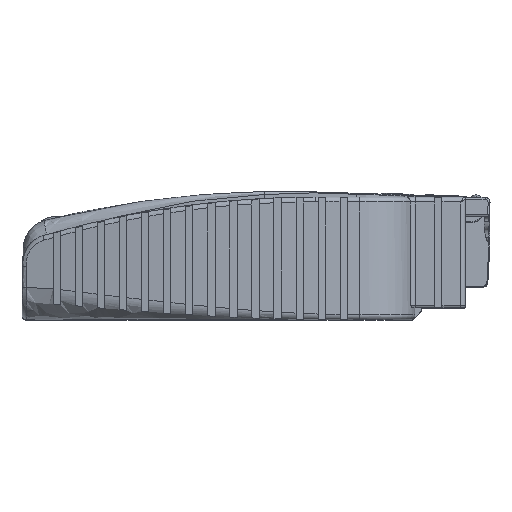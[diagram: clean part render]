
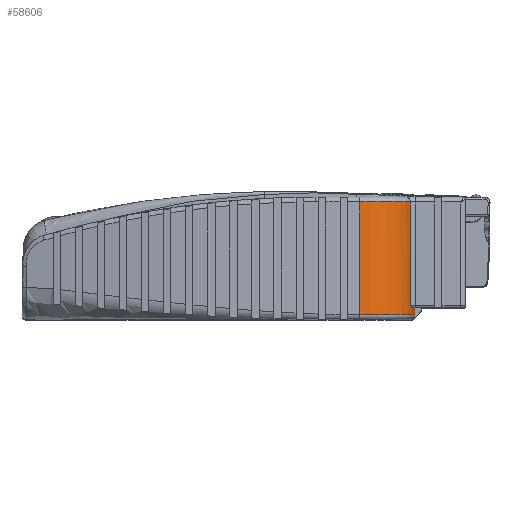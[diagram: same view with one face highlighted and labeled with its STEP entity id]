
A CAD part, top view. The second image highlights one B-rep face of the part: STEP entity #58606.
In plain terms, the highlighted cylindrical face has radius 12 mm (diameter 24 mm), a partial arc.
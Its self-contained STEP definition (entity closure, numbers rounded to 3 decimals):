
#3033 = CARTESIAN_POINT ( 'NONE',  ( -0.591, -8.939, 36.984 ) ) ;
#7469 = DIRECTION ( 'NONE',  ( 0., -1., 0. ) ) ;
#14784 = AXIS2_PLACEMENT_3D ( 'NONE', #172524, #83254, #283487 ) ;
#16326 = CARTESIAN_POINT ( 'NONE',  ( -0.809, -8.729, 37.6 ) ) ;
#24348 = EDGE_CURVE ( 'NONE', #290354, #265001, #166689, .T. ) ;
#24651 = AXIS2_PLACEMENT_3D ( 'NONE', #142846, #7469, #75136 ) ;
#24827 = AXIS2_PLACEMENT_3D ( 'NONE', #259420, #144478, #169073 ) ;
#33680 = B_SPLINE_CURVE_WITH_KNOTS ( 'NONE', 3,
 ( #59489, #151741, #220526, #16326, #261817, #108637 ),
 .UNSPECIFIED., .F., .F.,
 ( 4, 2, 4 ),
 ( 0., 0.001, 0.001 ),
 .UNSPECIFIED. ) ;
#34271 = CARTESIAN_POINT ( 'NONE',  ( -11.232, 12.561, 45.253 ) ) ;
#49126 = DIRECTION ( 'NONE',  ( 0., -1., 0. ) ) ;
#49699 = ORIENTED_EDGE ( 'NONE', *, *, #253622, .T. ) ;
#53737 = AXIS2_PLACEMENT_3D ( 'NONE', #90977, #112601, #89078 ) ;
#58606 = ADVANCED_FACE ( 'NONE', ( #60327 ), #147991, .T. ) ;
#59489 = CARTESIAN_POINT ( 'NONE',  ( -0.591, -8.939, 36.984 ) ) ;
#60327 = FACE_OUTER_BOUND ( 'NONE', #120037, .T. ) ;
#61354 = CARTESIAN_POINT ( 'NONE',  ( -0.004, -8.939, 33.277 ) ) ;
#67594 = LINE ( 'NONE', #136478, #162576 ) ;
#74773 = CARTESIAN_POINT ( 'NONE',  ( -0.004, -10.439, 33.277 ) ) ;
#75136 = DIRECTION ( 'NONE',  ( -1., 0., 0. ) ) ;
#78254 = CARTESIAN_POINT ( 'NONE',  ( -0.917, -8.939, 37.867 ) ) ;
#83254 = DIRECTION ( 'NONE',  ( 0., -1., 0. ) ) ;
#89078 = DIRECTION ( 'NONE',  ( -1., 0., 0. ) ) ;
#90600 = ORIENTED_EDGE ( 'NONE', *, *, #183749, .T. ) ;
#90977 = CARTESIAN_POINT ( 'NONE',  ( -12.004, -10.439, 33.277 ) ) ;
#94433 = VERTEX_POINT ( 'NONE', #34271 ) ;
#108637 = CARTESIAN_POINT ( 'NONE',  ( -0.917, -8.539, 37.867 ) ) ;
#112601 = DIRECTION ( 'NONE',  ( 0., 1., 0. ) ) ;
#114299 = ORIENTED_EDGE ( 'NONE', *, *, #24348, .T. ) ;
#120037 = EDGE_LOOP ( 'NONE', ( #167959, #139336, #183135, #49699, #90600, #114299, #243719 ) ) ;
#123178 = VECTOR ( 'NONE', #232502, 1000. ) ;
#123677 = EDGE_CURVE ( 'NONE', #191284, #174863, #229397, .T. ) ;
#132034 = CIRCLE ( 'NONE', #14784, 12. ) ;
#135789 = VECTOR ( 'NONE', #192099, 1000. ) ;
#136478 = CARTESIAN_POINT ( 'NONE',  ( -0.004, -8.939, 33.277 ) ) ;
#139336 = ORIENTED_EDGE ( 'NONE', *, *, #246842, .T. ) ;
#142846 = CARTESIAN_POINT ( 'NONE',  ( -12.004, -8.939, 33.277 ) ) ;
#144478 = DIRECTION ( 'NONE',  ( 0., -1., 0. ) ) ;
#147991 = CYLINDRICAL_SURFACE ( 'NONE', #24651, 12. ) ;
#151741 = CARTESIAN_POINT ( 'NONE',  ( -0.646, -8.939, 37.151 ) ) ;
#153359 = EDGE_CURVE ( 'NONE', #161591, #222184, #237558, .T. ) ;
#161591 = VERTEX_POINT ( 'NONE', #177730 ) ;
#162576 = VECTOR ( 'NONE', #49126, 1000. ) ;
#166689 = CIRCLE ( 'NONE', #53737, 12. ) ;
#167959 = ORIENTED_EDGE ( 'NONE', *, *, #123677, .T. ) ;
#169073 = DIRECTION ( 'NONE',  ( -1., 0., 0. ) ) ;
#172524 = CARTESIAN_POINT ( 'NONE',  ( -12.004, 12.561, 33.277 ) ) ;
#174813 = EDGE_CURVE ( 'NONE', #191284, #265001, #67594, .T. ) ;
#174863 = VERTEX_POINT ( 'NONE', #3033 ) ;
#177730 = CARTESIAN_POINT ( 'NONE',  ( -0.917, -8.539, 37.867 ) ) ;
#183135 = ORIENTED_EDGE ( 'NONE', *, *, #153359, .T. ) ;
#183749 = EDGE_CURVE ( 'NONE', #94433, #290354, #235583, .T. ) ;
#191284 = VERTEX_POINT ( 'NONE', #61354 ) ;
#192099 = DIRECTION ( 'NONE',  ( 0., 1., 0. ) ) ;
#207059 = CARTESIAN_POINT ( 'NONE',  ( -11.232, -8.939, 45.253 ) ) ;
#220526 = CARTESIAN_POINT ( 'NONE',  ( -0.701, -8.88, 37.31 ) ) ;
#221975 = CARTESIAN_POINT ( 'NONE',  ( -11.232, -10.439, 45.253 ) ) ;
#222184 = VERTEX_POINT ( 'NONE', #242534 ) ;
#229397 = CIRCLE ( 'NONE', #24827, 12. ) ;
#232502 = DIRECTION ( 'NONE',  ( 0., -1., 0. ) ) ;
#235583 = LINE ( 'NONE', #207059, #123178 ) ;
#237558 = LINE ( 'NONE', #78254, #135789 ) ;
#242534 = CARTESIAN_POINT ( 'NONE',  ( -0.917, 12.561, 37.867 ) ) ;
#243719 = ORIENTED_EDGE ( 'NONE', *, *, #174813, .F. ) ;
#246842 = EDGE_CURVE ( 'NONE', #174863, #161591, #33680, .T. ) ;
#253622 = EDGE_CURVE ( 'NONE', #222184, #94433, #132034, .T. ) ;
#259420 = CARTESIAN_POINT ( 'NONE',  ( -12.004, -8.939, 33.277 ) ) ;
#261817 = CARTESIAN_POINT ( 'NONE',  ( -0.862, -8.634, 37.734 ) ) ;
#265001 = VERTEX_POINT ( 'NONE', #74773 ) ;
#283487 = DIRECTION ( 'NONE',  ( 1., 0., 0. ) ) ;
#290354 = VERTEX_POINT ( 'NONE', #221975 ) ;
